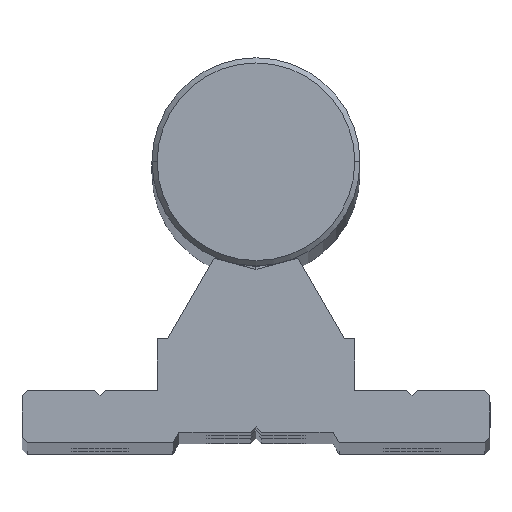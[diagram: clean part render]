
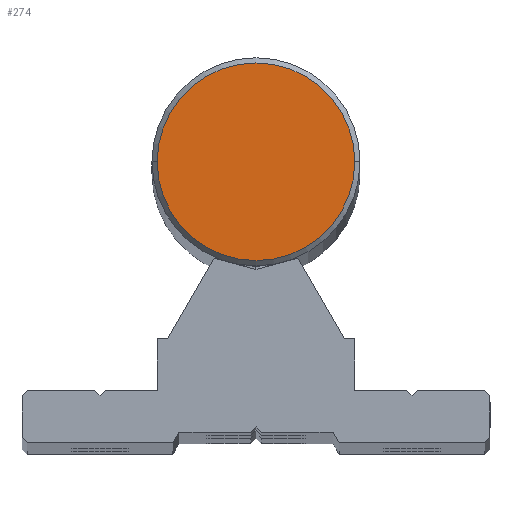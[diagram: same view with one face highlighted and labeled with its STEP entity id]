
A CAD part, top view. The second image highlights one B-rep face of the part: STEP entity #274.
In plain terms, the highlighted planar face has unit normal (0, 0, 1).
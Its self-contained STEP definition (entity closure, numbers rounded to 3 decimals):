
#238 = DIRECTION ( 'NONE',  ( 1., 0., 0. ) ) ;
#274 = ADVANCED_FACE ( 'NONE', ( #10069 ), #5306, .T. ) ;
#860 = AXIS2_PLACEMENT_3D ( 'NONE', #7988, #4017, #8022 ) ;
#959 = VERTEX_POINT ( 'NONE', #6545 ) ;
#1397 = CARTESIAN_POINT ( 'NONE',  ( 9.5, 0., 695. ) ) ;
#2034 = CIRCLE ( 'NONE', #860, 9.5 ) ;
#2330 = ORIENTED_EDGE ( 'NONE', *, *, #2553, .T. ) ;
#2553 = EDGE_CURVE ( 'NONE', #5333, #959, #2034, .T. ) ;
#2783 = DIRECTION ( 'NONE',  ( 1., 0., 0. ) ) ;
#3835 = EDGE_CURVE ( 'NONE', #959, #5333, #9351, .T. ) ;
#4017 = DIRECTION ( 'NONE',  ( 0., 0., 1. ) ) ;
#4481 = CARTESIAN_POINT ( 'NONE',  ( 0., 0., 695. ) ) ;
#5306 = PLANE ( 'NONE',  #8511 ) ;
#5333 = VERTEX_POINT ( 'NONE', #1397 ) ;
#5813 = CARTESIAN_POINT ( 'NONE',  ( 0., 0., 695. ) ) ;
#5835 = AXIS2_PLACEMENT_3D ( 'NONE', #5813, #9847, #238 ) ;
#5967 = DIRECTION ( 'NONE',  ( 0., 0., 1. ) ) ;
#6214 = ORIENTED_EDGE ( 'NONE', *, *, #3835, .T. ) ;
#6545 = CARTESIAN_POINT ( 'NONE',  ( -9.5, 0., 695. ) ) ;
#7988 = CARTESIAN_POINT ( 'NONE',  ( 0., 0., 695. ) ) ;
#8022 = DIRECTION ( 'NONE',  ( 1., 0., 0. ) ) ;
#8511 = AXIS2_PLACEMENT_3D ( 'NONE', #4481, #5967, #2783 ) ;
#9119 = EDGE_LOOP ( 'NONE', ( #6214, #2330 ) ) ;
#9351 = CIRCLE ( 'NONE', #5835, 9.5 ) ;
#9847 = DIRECTION ( 'NONE',  ( 0., 0., 1. ) ) ;
#10069 = FACE_OUTER_BOUND ( 'NONE', #9119, .T. ) ;
